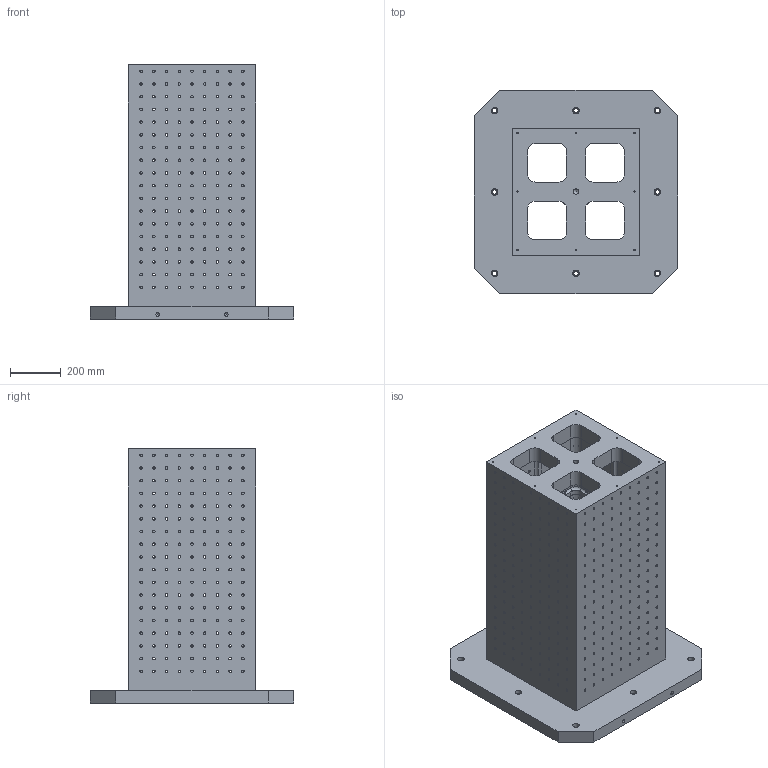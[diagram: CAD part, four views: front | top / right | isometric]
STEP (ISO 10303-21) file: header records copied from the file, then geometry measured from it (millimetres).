
FILE_DESCRIPTION( ( 'Unknown' ), '1' );
FILE_NAME( 'BP08-800800-1000-12.stp', 'Unknown', ( 'S.C.H' ), ( 'Unknown' ), 'XStep 1.0', 'Unknown', ' ' );
FILE_SCHEMA( ( 'CONFIG_CONTROL_DESIGN' ) );
Length unit declared in the file: millimetre
Products named in the file (1): 1
Bounding box: 800 x 800 x 1000 mm (x, y, z)
Volume: 106227395.2 mm3; surface area: 6072907 mm2
Topology: 1 solids, 1 shells, 1433 faces, 3176 edges, 2032 vertices
Faces by surface type: cylinder 836, plane 485, torus 96, cone 12, bspline 4
Full cylindrical faces by diameter (mm): 5 x8, 10.106 x648, 14 x3, 18 x8, 21 x1, 26 x8
Entity records: 39966 total; most frequent: CARTESIAN_POINT 8298, DIRECTION 6976, ORIENTED_EDGE 4880, AXIS2_PLACEMENT_3D 3186, EDGE_LOOP 3106, EDGE_CURVE 2440, FACE_OUTER_BOUND 2109, VERTEX_POINT 1996
